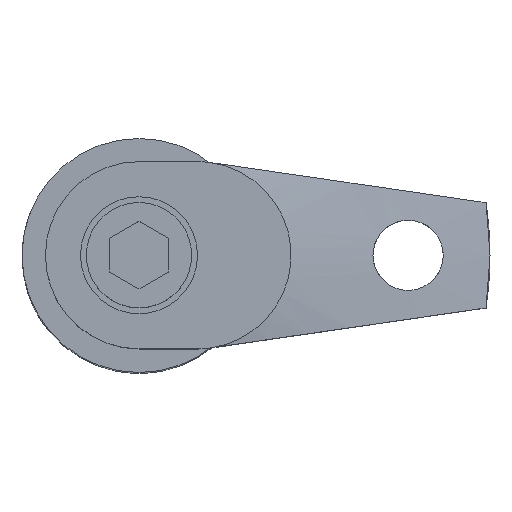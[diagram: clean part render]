
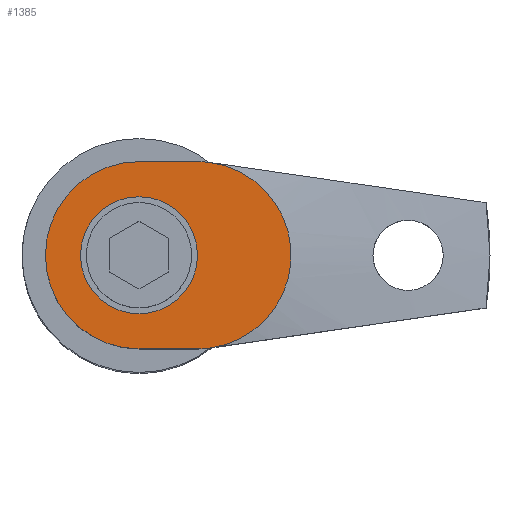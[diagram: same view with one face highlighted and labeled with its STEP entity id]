
A CAD part, top view. The second image highlights one B-rep face of the part: STEP entity #1385.
In plain terms, the highlighted planar face has unit normal (0, 0, 1).
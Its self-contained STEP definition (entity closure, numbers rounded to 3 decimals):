
#53 = AXIS2_PLACEMENT_3D ( 'NONE', #352, #1162, #968 ) ;
#56 = AXIS2_PLACEMENT_3D ( 'NONE', #1864, #1484, #106 ) ;
#61 = CARTESIAN_POINT ( 'NONE',  ( 0., 0., 57. ) ) ;
#106 = DIRECTION ( 'NONE',  ( 1., 0., 0. ) ) ;
#130 = CIRCLE ( 'NONE', #1006, 16. ) ;
#139 = FACE_BOUND ( 'NONE', #449, .T. ) ;
#140 = CARTESIAN_POINT ( 'NONE',  ( 0., -16., 57. ) ) ;
#147 = DIRECTION ( 'NONE',  ( 0., 0., 1. ) ) ;
#168 = EDGE_LOOP ( 'NONE', ( #1149, #999, #1580, #2200, #401, #2373, #183 ) ) ;
#183 = ORIENTED_EDGE ( 'NONE', *, *, #318, .T. ) ;
#223 = AXIS2_PLACEMENT_3D ( 'NONE', #1873, #1264, #1829 ) ;
#243 = CARTESIAN_POINT ( 'NONE',  ( 12.301, -15.834, 57. ) ) ;
#252 = CIRCLE ( 'NONE', #698, 16. ) ;
#294 = CIRCLE ( 'NONE', #223, 16. ) ;
#311 = CARTESIAN_POINT ( 'NONE',  ( 0., 16., 57. ) ) ;
#318 = EDGE_CURVE ( 'NONE', #2372, #1549, #1321, .T. ) ;
#352 = CARTESIAN_POINT ( 'NONE',  ( 0., 0., 57. ) ) ;
#368 = FACE_OUTER_BOUND ( 'NONE', #168, .T. ) ;
#401 = ORIENTED_EDGE ( 'NONE', *, *, #1049, .T. ) ;
#449 = EDGE_LOOP ( 'NONE', ( #553, #2027 ) ) ;
#450 = CARTESIAN_POINT ( 'NONE',  ( 0., -16., 57. ) ) ;
#451 = VECTOR ( 'NONE', #2470, 1000. ) ;
#494 = EDGE_CURVE ( 'NONE', #503, #1903, #1009, .T. ) ;
#503 = VERTEX_POINT ( 'NONE', #783 ) ;
#553 = ORIENTED_EDGE ( 'NONE', *, *, #1890, .F. ) ;
#578 = CIRCLE ( 'NONE', #1644, 16. ) ;
#618 = VECTOR ( 'NONE', #2164, 1000. ) ;
#655 = CARTESIAN_POINT ( 'NONE',  ( 12.301, 15.834, 57. ) ) ;
#658 = DIRECTION ( 'NONE',  ( 1., 0., 0. ) ) ;
#698 = AXIS2_PLACEMENT_3D ( 'NONE', #61, #844, #658 ) ;
#736 = CARTESIAN_POINT ( 'NONE',  ( -16., 0., 57. ) ) ;
#768 = CARTESIAN_POINT ( 'NONE',  ( 0., 0., 57. ) ) ;
#783 = CARTESIAN_POINT ( 'NONE',  ( 10., 16., 57. ) ) ;
#796 = CIRCLE ( 'NONE', #56, 10. ) ;
#844 = DIRECTION ( 'NONE',  ( 0., 0., 1. ) ) ;
#881 = DIRECTION ( 'NONE',  ( -1., 0., 0. ) ) ;
#968 = DIRECTION ( 'NONE',  ( 1., 0., 0. ) ) ;
#999 = ORIENTED_EDGE ( 'NONE', *, *, #1830, .F. ) ;
#1006 = AXIS2_PLACEMENT_3D ( 'NONE', #1450, #1653, #881 ) ;
#1009 = LINE ( 'NONE', #2306, #618 ) ;
#1013 = EDGE_CURVE ( 'NONE', #1549, #2502, #578, .T. ) ;
#1044 = CIRCLE ( 'NONE', #2183, 10. ) ;
#1049 = EDGE_CURVE ( 'NONE', #1903, #1972, #252, .T. ) ;
#1133 = DIRECTION ( 'NONE',  ( 1., 0., 0. ) ) ;
#1149 = ORIENTED_EDGE ( 'NONE', *, *, #1013, .T. ) ;
#1162 = DIRECTION ( 'NONE',  ( 0., 0., 1. ) ) ;
#1220 = CARTESIAN_POINT ( 'NONE',  ( 10., 0., 57. ) ) ;
#1248 = CARTESIAN_POINT ( 'NONE',  ( 10., -16., 57. ) ) ;
#1264 = DIRECTION ( 'NONE',  ( 0., 0., 1. ) ) ;
#1318 = CARTESIAN_POINT ( 'NONE',  ( 10., 0., 57. ) ) ;
#1321 = LINE ( 'NONE', #140, #451 ) ;
#1326 = DIRECTION ( 'NONE',  ( 0., 0., 1. ) ) ;
#1385 = ADVANCED_FACE ( 'NONE', ( #139, #368 ), #1701, .T. ) ;
#1418 = EDGE_CURVE ( 'NONE', #2499, #503, #1482, .T. ) ;
#1420 = DIRECTION ( 'NONE',  ( 0., 0., 1. ) ) ;
#1450 = CARTESIAN_POINT ( 'NONE',  ( 10., 0., 57. ) ) ;
#1482 = CIRCLE ( 'NONE', #1813, 16. ) ;
#1484 = DIRECTION ( 'NONE',  ( 0., 0., 1. ) ) ;
#1549 = VERTEX_POINT ( 'NONE', #1248 ) ;
#1563 = VERTEX_POINT ( 'NONE', #1731 ) ;
#1580 = ORIENTED_EDGE ( 'NONE', *, *, #1418, .T. ) ;
#1590 = VERTEX_POINT ( 'NONE', #1776 ) ;
#1644 = AXIS2_PLACEMENT_3D ( 'NONE', #1220, #1420, #1998 ) ;
#1653 = DIRECTION ( 'NONE',  ( 0., 0., -1. ) ) ;
#1701 = PLANE ( 'NONE',  #53 ) ;
#1704 = EDGE_CURVE ( 'NONE', #1972, #2372, #294, .T. ) ;
#1731 = CARTESIAN_POINT ( 'NONE',  ( -10., 0., 57. ) ) ;
#1776 = CARTESIAN_POINT ( 'NONE',  ( 10., 0., 57. ) ) ;
#1813 = AXIS2_PLACEMENT_3D ( 'NONE', #1318, #147, #1133 ) ;
#1829 = DIRECTION ( 'NONE',  ( 1., 0., 0. ) ) ;
#1830 = EDGE_CURVE ( 'NONE', #2499, #2502, #130, .T. ) ;
#1864 = CARTESIAN_POINT ( 'NONE',  ( 0., 0., 57. ) ) ;
#1873 = CARTESIAN_POINT ( 'NONE',  ( 0., 0., 57. ) ) ;
#1890 = EDGE_CURVE ( 'NONE', #1590, #1563, #796, .T. ) ;
#1903 = VERTEX_POINT ( 'NONE', #311 ) ;
#1972 = VERTEX_POINT ( 'NONE', #736 ) ;
#1998 = DIRECTION ( 'NONE',  ( 1., 0., 0. ) ) ;
#2027 = ORIENTED_EDGE ( 'NONE', *, *, #2070, .F. ) ;
#2070 = EDGE_CURVE ( 'NONE', #1563, #1590, #1044, .T. ) ;
#2164 = DIRECTION ( 'NONE',  ( -1., 0., 0. ) ) ;
#2183 = AXIS2_PLACEMENT_3D ( 'NONE', #768, #1326, #2293 ) ;
#2200 = ORIENTED_EDGE ( 'NONE', *, *, #494, .T. ) ;
#2293 = DIRECTION ( 'NONE',  ( 1., 0., 0. ) ) ;
#2306 = CARTESIAN_POINT ( 'NONE',  ( 10., 16., 57. ) ) ;
#2372 = VERTEX_POINT ( 'NONE', #450 ) ;
#2373 = ORIENTED_EDGE ( 'NONE', *, *, #1704, .T. ) ;
#2470 = DIRECTION ( 'NONE',  ( 1., 0., 0. ) ) ;
#2499 = VERTEX_POINT ( 'NONE', #655 ) ;
#2502 = VERTEX_POINT ( 'NONE', #243 ) ;
